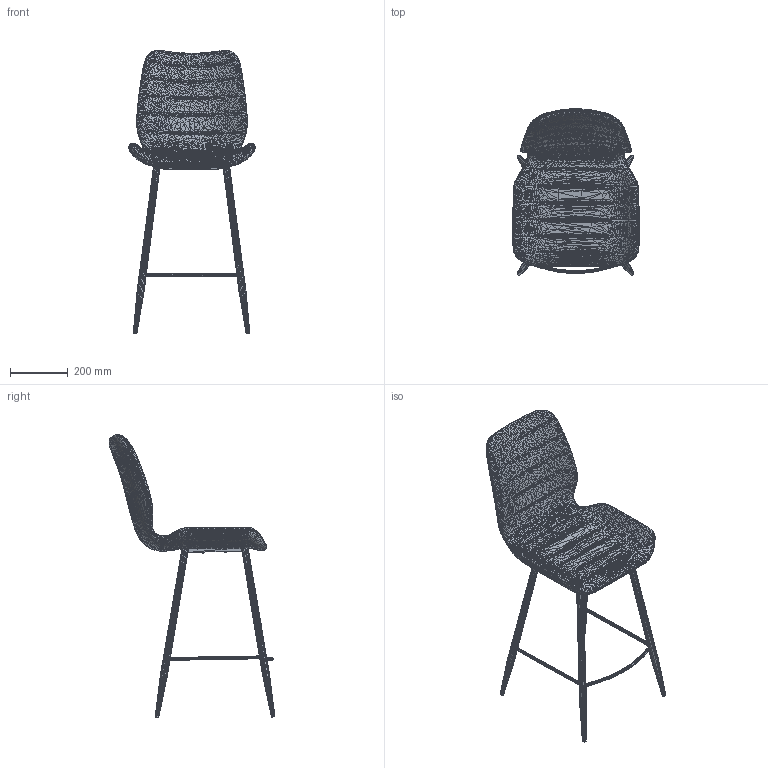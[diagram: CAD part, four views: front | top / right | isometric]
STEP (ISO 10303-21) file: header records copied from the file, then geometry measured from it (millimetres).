
FILE_DESCRIPTION(('STEP AP214'),'1');
FILE_NAME('3039022 - 3039027 Step 2V.STP','2023-11-23T07:31:27',(' '),(' '),'Spatial InterOp 3D',' ',' ');
FILE_SCHEMA(('AUTOMOTIVE_DESIGN { 1 0 10303 214 1 1 1 1 }'));
Length unit declared in the file: millimetre
Products named in the file (1): 3D-Objekt
Bounding box: 435.55 x 572.61 x 976.79 mm (x, y, z)
Surface area: 928046.7 mm2 (no closed solid volume)
Topology: 0 solids, 30 shells, 20634 faces, 31663 edges, 11069 vertices
Faces by surface type: plane 20634
Entity records: 408058 total; most frequent: DIRECTION 72937, CARTESIAN_POINT 63369, ORIENTED_EDGE 62468, EDGE_CURVE 31663, LINE 31663, VECTOR 31663, AXIS2_PLACEMENT_3D 20637, FACE_SURFACE 20634
